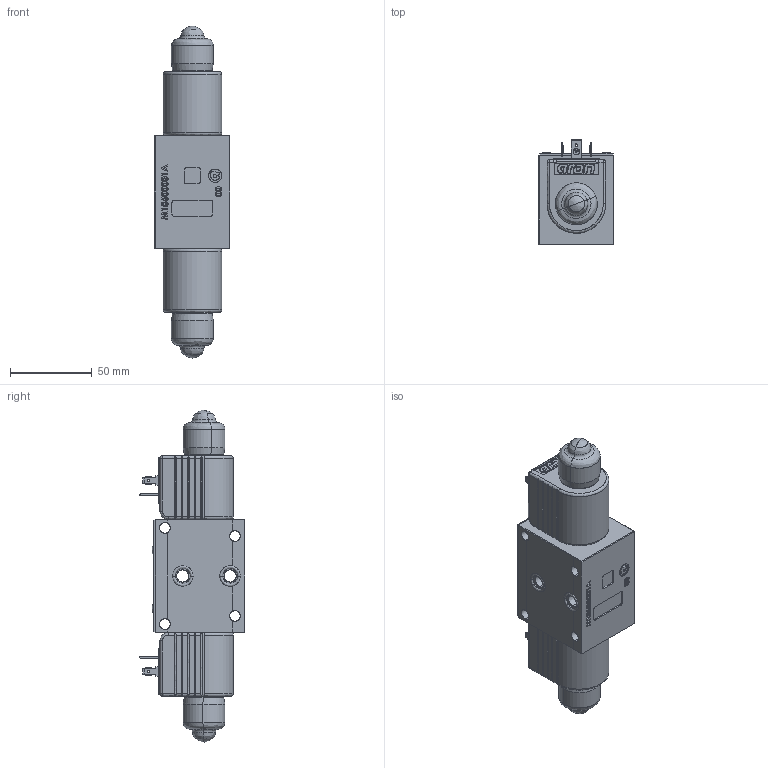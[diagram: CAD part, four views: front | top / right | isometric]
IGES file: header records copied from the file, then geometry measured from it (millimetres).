
Start section: SolidWorks IGES file using analytic representation for surfaces
Global section: file name: CDC3BE--C-ES2.igs; native system: SolidWorks 2014; preprocessor: SolidWorks 2014; author: arutput15; date: 141005.052712; units: millimetre
Bounding box: 46.43 x 64.73 x 203.66 mm (x, y, z)
Surface area: 46891.5 mm2 (no closed solid volume)
Topology: 0 solids, 0 shells, 1063 faces, 14120 edges, 14110 vertices
Faces by surface type: bspline 724, revolution 339
